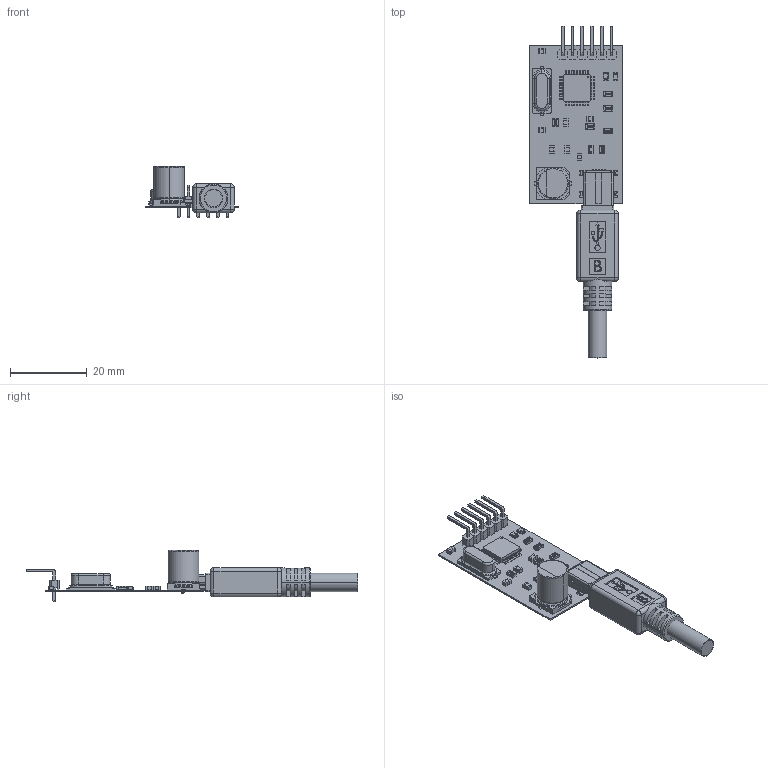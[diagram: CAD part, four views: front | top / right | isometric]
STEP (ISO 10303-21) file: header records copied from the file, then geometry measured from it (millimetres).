
FILE_DESCRIPTION(('Open CASCADE Model'),'2;1');
FILE_NAME('Open CASCADE Shape Model','2025-04-21T15:04:01',('Author'),( 'Open CASCADE'),'Open CASCADE STEP processor 7.5','Open CASCADE 7.5' ,'Unknown');
FILE_SCHEMA(('AUTOMOTIVE_DESIGN { 1 0 10303 214 1 1 1 1 }'));
Length unit declared in the file: millimetre
Products named in the file (43): PCB; Board; Open CASCADE STEP translator 7.5 1.1.1; J1; PLS-1R; C3; Cap_0810; User Library-AL_EL_cap_8mmx10mm_foot_cap_8x8_1; User Library-AL_EL_cap_8mmx10mm_can_8x8_1; User Library-AL_EL_cap_8mmx10mm_alelcap_sm8x8_1; X1; User Library-Crystal HC49_US-SM; USB Mini1; usb_a-usb_b-m5-smd-c; Samtec-DEFAULT; TX; User Library-Wurth Elektronik WL-SMCW 0805 (2012) LED Lens (Separate 
Body)_RGB13311; User Library-Wurth Elektronik WL-SMCW 0805 (2012) LED Base (Separate 
Lens); R6; User Library-RES_2013-0805; R5; R4; R3; R2; R1; FT5232B; User Library-QFP32; User Library-QFP32_User Library-PQFP_32_P0.8_QFPbody_1; User Library-QFP32_User Library-PQFP_32_P0.8_QFPleg_1; User Library-QFP32_User Library-PQFP_32_P0.8_QFPleg_MIR1_1; User Library-QFP32_User Library-PQFP_32_P0.8_QFPleg_MIR_1; C8; User Library-CAPC2013X10; C7; C6; C5; C4; C2; C1; RX ...
Assembly tree (89 placements, depth 4):
  PCB
    Board
      Open CASCADE STEP translator 7.5 1.1.1
    J1
      PLS-1R  x6
    C3
      Cap_0810
        User Library-AL_EL_cap_8mmx10mm_foot_cap_8x8_1  x2
        User Library-AL_EL_cap_8mmx10mm_can_8x8_1
        User Library-AL_EL_cap_8mmx10mm_alelcap_sm8x8_1
    X1
      User Library-Crystal HC49_US-SM
    USB Mini1
      usb_a-usb_b-m5-smd-c
      Samtec-DEFAULT
    TX
      User Library-Wurth Elektronik WL-SMCW 0805 (2012) LED Lens (Separate 
Body)_RGB13311
      User Library-Wurth Elektronik WL-SMCW 0805 (2012) LED Base (Separate 
Lens)
    R6
      User Library-RES_2013-0805
    R5
      User Library-RES_2013-0805
    R4
      User Library-RES_2013-0805
    R3
      User Library-RES_2013-0805
    R2
      User Library-RES_2013-0805
    R1
      User Library-RES_2013-0805
    FT5232B
      User Library-QFP32
        User Library-QFP32_User Library-PQFP_32_P0.8_QFPbody_1
        User Library-QFP32_User Library-PQFP_32_P0.8_QFPleg_1  x16
        User Library-QFP32_User Library-PQFP_32_P0.8_QFPleg_MIR1_1  x8
        User Library-QFP32_User Library-PQFP_32_P0.8_QFPleg_MIR_1  x8
    C8
      User Library-CAPC2013X10
    C7
      User Library-CAPC2013X10
    C6
      User Library-CAPC2013X10
    C5
      User Library-CAPC2013X10
    C4
      User Library-CAPC2013X10
    C2
      User Library-CAPC2013X10
    C1
      User Library-CAPC2013X10
    RX
      User Library-Wurth Elektronik WL-SMCW 0805 (2012) LED Lens (Separate 
Body)_RGB16724787
      User Library-Wurth Elektronik WL-SMCW 0805 (2012) LED Base (Separate 
Lens)
    B1
      0805
Bounding box: 24.13 x 86.41 x 13.3 mm (x, y, z)
Volume: 4327.3 mm3; surface area: 7878.2 mm2
Topology: 114 solids, 114 shells, 3415 faces, 8673 edges, 5462 vertices
Faces by surface type: plane 2188, cylinder 753, bspline 407, sphere 40, torus 27
Full cylindrical faces by diameter (mm): 0.9 x2, 1 x6
Entity records: 67328 total; most frequent: CARTESIAN_POINT 15881, ORIENTED_EDGE 8962, DIRECTION 8731, EDGE_CURVE 4481, LINE 3187, VECTOR 3187, VERTEX_POINT 2871, AXIS2_PLACEMENT_3D 2772
